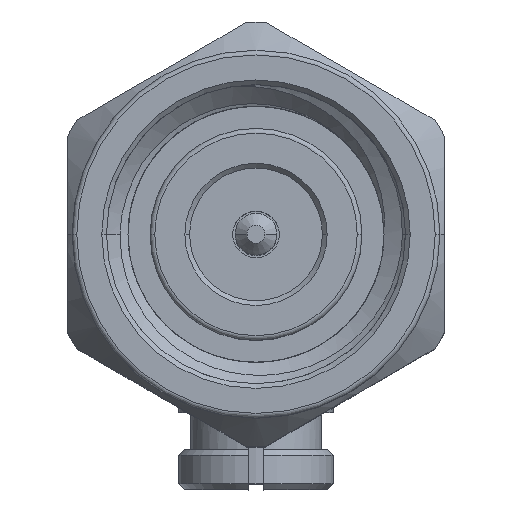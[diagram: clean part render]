
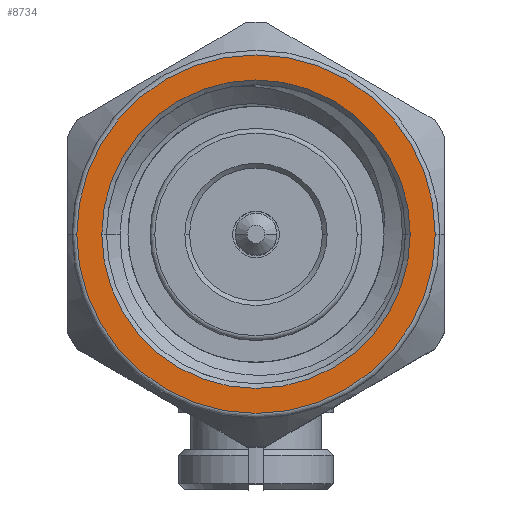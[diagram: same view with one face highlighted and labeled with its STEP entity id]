
A CAD part, top view. The second image highlights one B-rep face of the part: STEP entity #8734.
In plain terms, the highlighted face is planar.
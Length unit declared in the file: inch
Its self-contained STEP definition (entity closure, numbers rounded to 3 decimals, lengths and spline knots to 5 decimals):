
#430 = DIRECTION ( 'NONE',  ( 0., 0., -1. ) ) ;
#518 = EDGE_LOOP ( 'NONE', ( #7070, #8777 ) ) ;
#539 = DIRECTION ( 'NONE',  ( 0., 0., -1. ) ) ;
#567 = DIRECTION ( 'NONE',  ( 0., 0., -1. ) ) ;
#569 = FACE_BOUND ( 'NONE', #518, .T. ) ;
#933 = CIRCLE ( 'NONE', #1534, 0.12894 ) ;
#1018 = EDGE_LOOP ( 'NONE', ( #7691, #3018 ) ) ;
#1135 = DIRECTION ( 'NONE',  ( 1., 0., 0. ) ) ;
#1178 = AXIS2_PLACEMENT_3D ( 'NONE', #6539, #5002, #430 ) ;
#1194 = DIRECTION ( 'NONE',  ( 0., 0., -1. ) ) ;
#1406 = CIRCLE ( 'NONE', #5593, 0.14984 ) ;
#1534 = AXIS2_PLACEMENT_3D ( 'NONE', #4328, #5109, #1194 ) ;
#2604 = CIRCLE ( 'NONE', #6875, 0.12894 ) ;
#3018 = ORIENTED_EDGE ( 'NONE', *, *, #9488, .T. ) ;
#4144 = FACE_OUTER_BOUND ( 'NONE', #1018, .T. ) ;
#4328 = CARTESIAN_POINT ( 'NONE',  ( 0., 0., 0. ) ) ;
#4360 = CARTESIAN_POINT ( 'NONE',  ( 0., 0., 0. ) ) ;
#4590 = EDGE_CURVE ( 'NONE', #4972, #9338, #6569, .T. ) ;
#4665 = VERTEX_POINT ( 'NONE', #6575 ) ;
#4972 = VERTEX_POINT ( 'NONE', #6282 ) ;
#5002 = DIRECTION ( 'NONE',  ( -1., 0., 0. ) ) ;
#5068 = CARTESIAN_POINT ( 'NONE',  ( 0., 0., 0. ) ) ;
#5109 = DIRECTION ( 'NONE',  ( 1., 0., 0. ) ) ;
#5593 = AXIS2_PLACEMENT_3D ( 'NONE', #5068, #8817, #539 ) ;
#5733 = PLANE ( 'NONE',  #8231 ) ;
#6282 = CARTESIAN_POINT ( 'NONE',  ( 0., 0., -0.14984 ) ) ;
#6397 = EDGE_CURVE ( 'NONE', #4665, #7793, #2604, .T. ) ;
#6539 = CARTESIAN_POINT ( 'NONE',  ( 0., 0., 0. ) ) ;
#6569 = CIRCLE ( 'NONE', #1178, 0.14984 ) ;
#6575 = CARTESIAN_POINT ( 'NONE',  ( 0., 0., 0.12894 ) ) ;
#6577 = DIRECTION ( 'NONE',  ( 1., 0., 0. ) ) ;
#6875 = AXIS2_PLACEMENT_3D ( 'NONE', #4360, #6577, #567 ) ;
#7070 = ORIENTED_EDGE ( 'NONE', *, *, #6397, .T. ) ;
#7208 = CARTESIAN_POINT ( 'NONE',  ( 0., 0.125, 0. ) ) ;
#7691 = ORIENTED_EDGE ( 'NONE', *, *, #4590, .T. ) ;
#7793 = VERTEX_POINT ( 'NONE', #8883 ) ;
#8231 = AXIS2_PLACEMENT_3D ( 'NONE', #7208, #1135, #9489 ) ;
#8472 = CARTESIAN_POINT ( 'NONE',  ( 0., 0., 0.14984 ) ) ;
#8734 = ADVANCED_FACE ( 'NONE', ( #569, #4144 ), #5733, .F. ) ;
#8777 = ORIENTED_EDGE ( 'NONE', *, *, #9438, .T. ) ;
#8817 = DIRECTION ( 'NONE',  ( -1., 0., 0. ) ) ;
#8883 = CARTESIAN_POINT ( 'NONE',  ( 0., 0., -0.12894 ) ) ;
#9338 = VERTEX_POINT ( 'NONE', #8472 ) ;
#9438 = EDGE_CURVE ( 'NONE', #7793, #4665, #933, .T. ) ;
#9488 = EDGE_CURVE ( 'NONE', #9338, #4972, #1406, .T. ) ;
#9489 = DIRECTION ( 'NONE',  ( 0., 0., -1. ) ) ;
